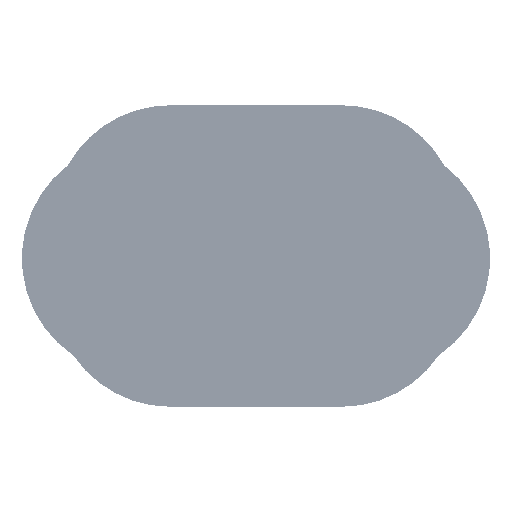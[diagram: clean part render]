
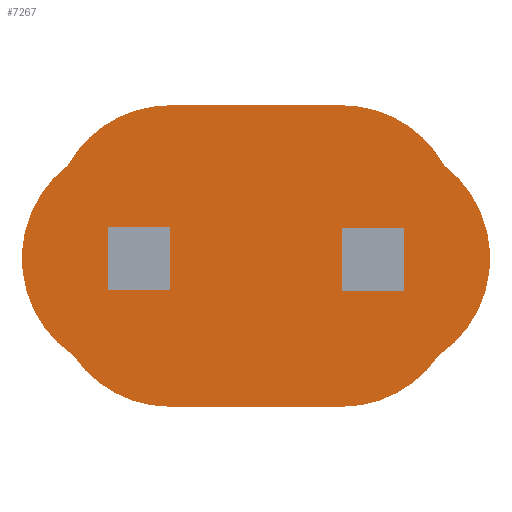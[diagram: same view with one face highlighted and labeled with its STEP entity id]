
A CAD part, front view. The second image highlights one B-rep face of the part: STEP entity #7267.
In plain terms, the highlighted planar face has unit normal (0, -1, 0).
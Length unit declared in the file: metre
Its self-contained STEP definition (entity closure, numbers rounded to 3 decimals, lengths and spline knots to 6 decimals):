
#356 = EDGE_CURVE ( 'NONE', #2092, #10923, #5206, .T. ) ;
#818 = DIRECTION ( 'NONE',  ( 0., 0., -1. ) ) ;
#859 = VERTEX_POINT ( 'NONE', #24859 ) ;
#923 = CARTESIAN_POINT ( 'NONE',  ( 3., 0., 0. ) ) ;
#995 = ORIENTED_EDGE ( 'NONE', *, *, #5874, .T. ) ;
#1370 = EDGE_CURVE ( 'NONE', #19146, #29166, #5060, .T. ) ;
#2092 = VERTEX_POINT ( 'NONE', #18932 ) ;
#2161 = CARTESIAN_POINT ( 'NONE',  ( 0., 0., 0.051 ) ) ;
#2535 = CARTESIAN_POINT ( 'NONE',  ( 2.6, 0., 1.962 ) ) ;
#2589 = CIRCLE ( 'NONE', #14498, 1.5 ) ;
#2867 = CIRCLE ( 'NONE', #31216, 1.5 ) ;
#3389 = EDGE_LOOP ( 'NONE', ( #18418, #15302 ) ) ;
#3672 = DIRECTION ( 'NONE',  ( 0., 0., -1. ) ) ;
#4277 = VERTEX_POINT ( 'NONE', #17040 ) ;
#4606 = AXIS2_PLACEMENT_3D ( 'NONE', #923, #19957, #3672 ) ;
#5060 = CIRCLE ( 'NONE', #25362, 1.5 ) ;
#5163 = DIRECTION ( 'NONE',  ( 0., 1., 0. ) ) ;
#5206 = CIRCLE ( 'NONE', #28264, 0.051 ) ;
#5526 = DIRECTION ( 'NONE',  ( 0., 0., 1. ) ) ;
#5529 = DIRECTION ( 'NONE',  ( 0., 0., 1. ) ) ;
#5537 = DIRECTION ( 'NONE',  ( 0., 1., 0. ) ) ;
#5556 = DIRECTION ( 'NONE',  ( 0., 1., 0. ) ) ;
#5563 = CARTESIAN_POINT ( 'NONE',  ( 3., 0., 0. ) ) ;
#5620 = DIRECTION ( 'NONE',  ( 0., 1., 0. ) ) ;
#5636 = CARTESIAN_POINT ( 'NONE',  ( 0., 0., 0. ) ) ;
#5874 = EDGE_CURVE ( 'NONE', #11155, #13337, #25666, .T. ) ;
#6448 = DIRECTION ( 'NONE',  ( 0., 1., 0. ) ) ;
#6701 = EDGE_CURVE ( 'NONE', #30652, #32998, #17363, .T. ) ;
#6702 = VERTEX_POINT ( 'NONE', #21300 ) ;
#6716 = CARTESIAN_POINT ( 'NONE',  ( 2.6, 0., -1.9 ) ) ;
#7267 = ADVANCED_FACE ( 'N', ( #23107, #25479, #16058 ), #17413, .F. ) ;
#8564 = DIRECTION ( 'NONE',  ( 0., 0., -1. ) ) ;
#8636 = DIRECTION ( 'NONE',  ( 0., 1., 0. ) ) ;
#8675 = CARTESIAN_POINT ( 'NONE',  ( 0., 0., 0. ) ) ;
#9458 = EDGE_CURVE ( 'NONE', #23074, #859, #22190, .T. ) ;
#9491 = AXIS2_PLACEMENT_3D ( 'NONE', #22648, #6448, #25188 ) ;
#10168 = VECTOR ( 'NONE', #25816, 1. ) ;
#10923 = VERTEX_POINT ( 'NONE', #2161 ) ;
#11155 = VERTEX_POINT ( 'NONE', #11526 ) ;
#11164 = AXIS2_PLACEMENT_3D ( 'NONE', #15072, #14963, #14843 ) ;
#11180 = EDGE_CURVE ( 'NONE', #6702, #13337, #2867, .T. ) ;
#11526 = CARTESIAN_POINT ( 'NONE',  ( 0.4, 0., -1.9 ) ) ;
#11603 = CARTESIAN_POINT ( 'NONE',  ( 3., 0., 0. ) ) ;
#11762 = DIRECTION ( 'NONE',  ( 0., 0., -1. ) ) ;
#11763 = EDGE_CURVE ( 'NONE', #30652, #4277, #2589, .T. ) ;
#11923 = EDGE_CURVE ( 'NONE', #11155, #19146, #28047, .T. ) ;
#12034 = EDGE_CURVE ( 'NONE', #859, #23074, #22488, .T. ) ;
#12298 = CARTESIAN_POINT ( 'NONE',  ( 0.4, 0., 1.962 ) ) ;
#12435 = CARTESIAN_POINT ( 'NONE',  ( 2.6, 0., 1.962 ) ) ;
#13337 = VERTEX_POINT ( 'NONE', #6716 ) ;
#13689 = ORIENTED_EDGE ( 'NONE', *, *, #11923, .F. ) ;
#13807 = CARTESIAN_POINT ( 'NONE',  ( -0.841633, 0., -1.241633 ) ) ;
#14147 = AXIS2_PLACEMENT_3D ( 'NONE', #21849, #5620, #24420 ) ;
#14168 = ORIENTED_EDGE ( 'NONE', *, *, #1370, .F. ) ;
#14270 = ORIENTED_EDGE ( 'NONE', *, *, #21110, .F. ) ;
#14311 = CARTESIAN_POINT ( 'NONE',  ( 3., 0., 0.051 ) ) ;
#14333 = DIRECTION ( 'NONE',  ( 0., 0., 1. ) ) ;
#14450 = AXIS2_PLACEMENT_3D ( 'NONE', #11603, #29949, #14333 ) ;
#14498 = AXIS2_PLACEMENT_3D ( 'NONE', #32626, #17177, #818 ) ;
#14788 = AXIS2_PLACEMENT_3D ( 'NONE', #21390, #5163, #23999 ) ;
#14843 = DIRECTION ( 'NONE',  ( 0., 0., 1. ) ) ;
#14844 = CARTESIAN_POINT ( 'NONE',  ( 2.6, 0., -0.4 ) ) ;
#14963 = DIRECTION ( 'NONE',  ( 0., 1., 0. ) ) ;
#15015 = ORIENTED_EDGE ( 'NONE', *, *, #15035, .F. ) ;
#15035 = EDGE_CURVE ( 'NONE', #29166, #32998, #26517, .T. ) ;
#15072 = CARTESIAN_POINT ( 'NONE',  ( 3., 0., 0. ) ) ;
#15302 = ORIENTED_EDGE ( 'NONE', *, *, #356, .T. ) ;
#16058 = FACE_BOUND ( 'NONE', #34067, .T. ) ;
#17040 = CARTESIAN_POINT ( 'NONE',  ( 3.910243, 0., 1.192249 ) ) ;
#17177 = DIRECTION ( 'NONE',  ( 0., 1., 0. ) ) ;
#17363 = LINE ( 'NONE', #2535, #10168 ) ;
#17413 = PLANE ( 'NONE',  #11164 ) ;
#17471 = EDGE_LOOP ( 'NONE', ( #27184, #28973, #15015, #14168, #13689, #995, #28213, #14270 ) ) ;
#18418 = ORIENTED_EDGE ( 'NONE', *, *, #22273, .T. ) ;
#18932 = CARTESIAN_POINT ( 'NONE',  ( 0., 0., -0.051 ) ) ;
#18976 = ORIENTED_EDGE ( 'NONE', *, *, #9458, .T. ) ;
#19146 = VERTEX_POINT ( 'NONE', #13807 ) ;
#19311 = CIRCLE ( 'NONE', #4606, 1.5 ) ;
#19957 = DIRECTION ( 'NONE',  ( 0., 1., 0. ) ) ;
#21110 = EDGE_CURVE ( 'NONE', #4277, #6702, #19311, .T. ) ;
#21300 = CARTESIAN_POINT ( 'NONE',  ( 3.841633, 0., -1.241633 ) ) ;
#21390 = CARTESIAN_POINT ( 'NONE',  ( 0.4, 0., 0.462 ) ) ;
#21849 = CARTESIAN_POINT ( 'NONE',  ( 0.4, 0., -0.4 ) ) ;
#22190 = CIRCLE ( 'NONE', #29728, 0.051 ) ;
#22273 = EDGE_CURVE ( 'NONE', #10923, #2092, #25667, .T. ) ;
#22488 = CIRCLE ( 'NONE', #14450, 0.051 ) ;
#22648 = CARTESIAN_POINT ( 'NONE',  ( 0., 0., 0. ) ) ;
#23074 = VERTEX_POINT ( 'NONE', #14311 ) ;
#23107 = FACE_OUTER_BOUND ( 'NONE', #17471, .T. ) ;
#23585 = ORIENTED_EDGE ( 'NONE', *, *, #12034, .T. ) ;
#23999 = DIRECTION ( 'NONE',  ( 0., 0., -1. ) ) ;
#24420 = DIRECTION ( 'NONE',  ( 0., 0., -1. ) ) ;
#24859 = CARTESIAN_POINT ( 'NONE',  ( 3., 0., -0.051 ) ) ;
#25188 = DIRECTION ( 'NONE',  ( 0., 0., 1. ) ) ;
#25362 = AXIS2_PLACEMENT_3D ( 'NONE', #8675, #8636, #8564 ) ;
#25479 = FACE_BOUND ( 'NONE', #3389, .T. ) ;
#25666 = LINE ( 'NONE', #33083, #31611 ) ;
#25667 = CIRCLE ( 'NONE', #9491, 0.051 ) ;
#25816 = DIRECTION ( 'NONE',  ( -1., 0., 0. ) ) ;
#26517 = CIRCLE ( 'NONE', #14788, 1.5 ) ;
#27184 = ORIENTED_EDGE ( 'NONE', *, *, #11763, .F. ) ;
#28047 = CIRCLE ( 'NONE', #14147, 1.5 ) ;
#28213 = ORIENTED_EDGE ( 'NONE', *, *, #11180, .F. ) ;
#28264 = AXIS2_PLACEMENT_3D ( 'NONE', #5636, #5556, #5529 ) ;
#28973 = ORIENTED_EDGE ( 'NONE', *, *, #6701, .T. ) ;
#29166 = VERTEX_POINT ( 'NONE', #32311 ) ;
#29728 = AXIS2_PLACEMENT_3D ( 'NONE', #5563, #5537, #5526 ) ;
#29949 = DIRECTION ( 'NONE',  ( 0., 1., 0. ) ) ;
#30652 = VERTEX_POINT ( 'NONE', #12435 ) ;
#31216 = AXIS2_PLACEMENT_3D ( 'NONE', #14844, #32640, #11762 ) ;
#31611 = VECTOR ( 'NONE', #32869, 1. ) ;
#32311 = CARTESIAN_POINT ( 'NONE',  ( -0.910243, 0., 1.192249 ) ) ;
#32626 = CARTESIAN_POINT ( 'NONE',  ( 2.6, 0., 0.462 ) ) ;
#32640 = DIRECTION ( 'NONE',  ( 0., 1., 0. ) ) ;
#32869 = DIRECTION ( 'NONE',  ( 1., 0., 0. ) ) ;
#32998 = VERTEX_POINT ( 'NONE', #12298 ) ;
#33083 = CARTESIAN_POINT ( 'NONE',  ( 2.6, 0., -1.9 ) ) ;
#34067 = EDGE_LOOP ( 'NONE', ( #18976, #23585 ) ) ;
